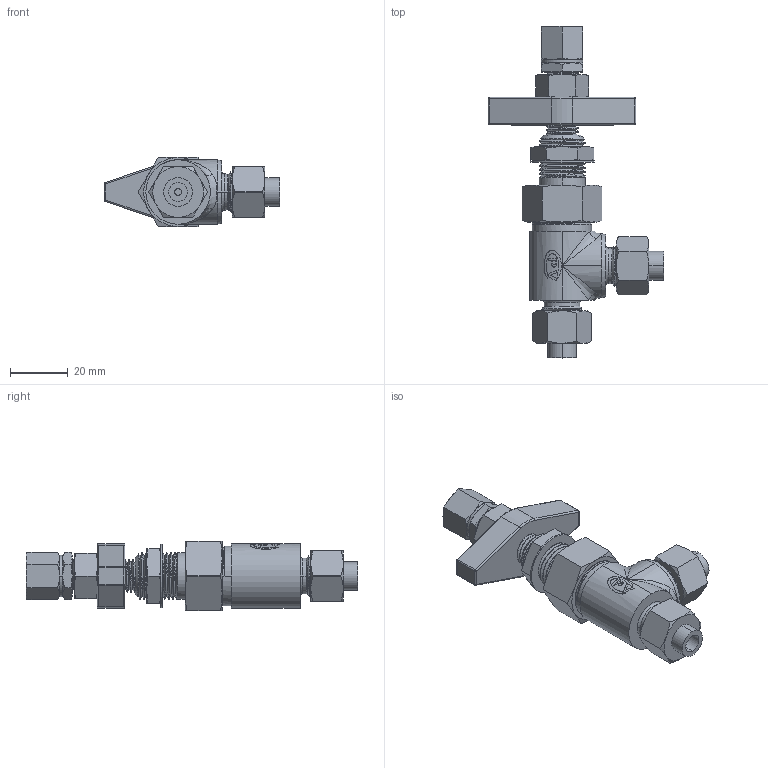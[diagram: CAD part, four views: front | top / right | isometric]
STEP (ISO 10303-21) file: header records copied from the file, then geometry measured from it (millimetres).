
FILE_DESCRIPTION (( 'STEP AP214' ), '1' );
FILE_NAME ('981-UNION-1-SS.STEP', '2018-01-31T15:32:29', ( '' ), ( '' ), 'SwSTEP 2.0', 'SolidWorks 2018', '' );
FILE_SCHEMA (( 'AUTOMOTIVE_DESIGN' ));
Length unit declared in the file: inch
Products named in the file (1): 981-UNION-1-SS
Bounding box: 60.39 x 114.49 x 23.81 mm (x, y, z)
Volume: 41433 mm3; surface area: 15068.6 mm2
Topology: 1 solids, 1 shells, 464 faces, 1176 edges, 696 vertices
Faces by surface type: cylinder 140, cone 107, plane 91, bspline 86, torus 32, sphere 8
Entity records: 38338 total; most frequent: CARTESIAN_POINT 24827, ORIENTED_EDGE 2280, DIRECTION 1722, EDGE_CURVE 1140, AXIS2_PLACEMENT_3D 721, VERTEX_POINT 696, EDGE_LOOP 490, ADVANCED_FACE 464
